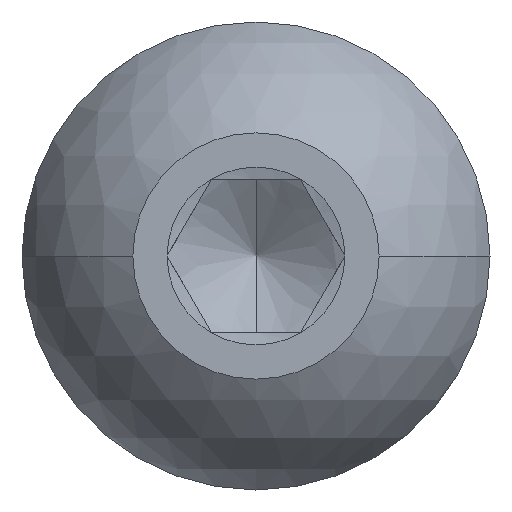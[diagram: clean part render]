
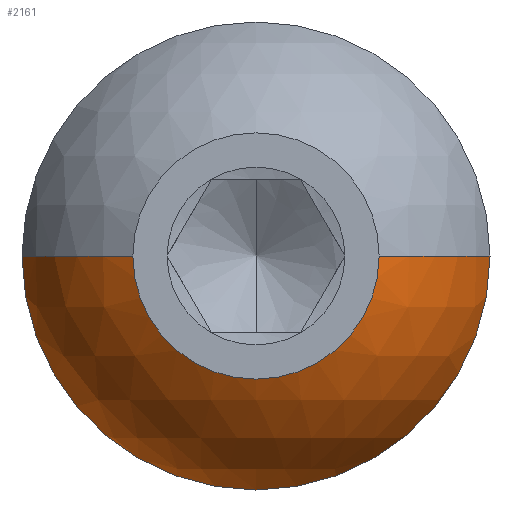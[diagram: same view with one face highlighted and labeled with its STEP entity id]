
A CAD part, left-side view. The second image highlights one B-rep face of the part: STEP entity #2161.
In plain terms, the highlighted spherical face has radius 4.008 mm.
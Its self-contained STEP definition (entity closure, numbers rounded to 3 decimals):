
#17 = CIRCLE ( 'NONE', #1138, 3.8 ) ;
#163 = DIRECTION ( 'NONE',  ( -1., 0., 0. ) ) ;
#195 = DIRECTION ( 'NONE',  ( 0., 0., 1. ) ) ;
#207 = DIRECTION ( 'NONE',  ( -1., 0., 0. ) ) ;
#212 = DIRECTION ( 'NONE',  ( 0., 0., -1. ) ) ;
#342 = VERTEX_POINT ( 'NONE', #1770 ) ;
#444 = CARTESIAN_POINT ( 'NONE',  ( -18.2, 2., 0. ) ) ;
#451 = ORIENTED_EDGE ( 'NONE', *, *, #2061, .T. ) ;
#513 = VERTEX_POINT ( 'NONE', #1152 ) ;
#514 = CIRCLE ( 'NONE', #1687, 4.007 ) ;
#555 = ORIENTED_EDGE ( 'NONE', *, *, #819, .F. ) ;
#765 = DIRECTION ( 'NONE',  ( 0., 1., 0. ) ) ;
#817 = CARTESIAN_POINT ( 'NONE',  ( -16., -3.8, 0. ) ) ;
#819 = EDGE_CURVE ( 'NONE', #2425, #513, #2635, .T. ) ;
#900 = AXIS2_PLACEMENT_3D ( 'NONE', #1479, #163, #1702 ) ;
#916 = AXIS2_PLACEMENT_3D ( 'NONE', #1534, #212, #1753 ) ;
#947 = ORIENTED_EDGE ( 'NONE', *, *, #2327, .F. ) ;
#974 = DIRECTION ( 'NONE',  ( 0., 0., -1. ) ) ;
#1116 = EDGE_CURVE ( 'NONE', #2298, #513, #2540, .T. ) ;
#1138 = AXIS2_PLACEMENT_3D ( 'NONE', #1527, #207, #1749 ) ;
#1152 = CARTESIAN_POINT ( 'NONE',  ( -18.2, -2., 0. ) ) ;
#1479 = CARTESIAN_POINT ( 'NONE',  ( -18.2, 0., 0. ) ) ;
#1513 = CARTESIAN_POINT ( 'NONE',  ( -14.727, 0., 0. ) ) ;
#1527 = CARTESIAN_POINT ( 'NONE',  ( -16., 0., 0. ) ) ;
#1534 = CARTESIAN_POINT ( 'NONE',  ( -14.727, 0., 0. ) ) ;
#1661 = CARTESIAN_POINT ( 'NONE',  ( -14.727, 0., 0. ) ) ;
#1687 = AXIS2_PLACEMENT_3D ( 'NONE', #1513, #195, #1736 ) ;
#1702 = DIRECTION ( 'NONE',  ( 0., 0., 1. ) ) ;
#1736 = DIRECTION ( 'NONE',  ( 1., 0., 0. ) ) ;
#1749 = DIRECTION ( 'NONE',  ( 0., 0., 1. ) ) ;
#1753 = DIRECTION ( 'NONE',  ( 0., 1., 0. ) ) ;
#1770 = CARTESIAN_POINT ( 'NONE',  ( -16., 3.8, 0. ) ) ;
#2061 = EDGE_CURVE ( 'NONE', #342, #2298, #17, .T. ) ;
#2161 = ADVANCED_FACE ( 'NONE', ( #2647 ), #2705, .T. ) ;
#2298 = VERTEX_POINT ( 'NONE', #817 ) ;
#2327 = EDGE_CURVE ( 'NONE', #342, #2425, #514, .T. ) ;
#2395 = EDGE_LOOP ( 'NONE', ( #451, #2441, #555, #947 ) ) ;
#2425 = VERTEX_POINT ( 'NONE', #444 ) ;
#2441 = ORIENTED_EDGE ( 'NONE', *, *, #1116, .T. ) ;
#2540 = CIRCLE ( 'NONE', #916, 4.007 ) ;
#2621 = AXIS2_PLACEMENT_3D ( 'NONE', #1661, #974, #765 ) ;
#2635 = CIRCLE ( 'NONE', #900, 2. ) ;
#2647 = FACE_OUTER_BOUND ( 'NONE', #2395, .T. ) ;
#2705 = SPHERICAL_SURFACE ( 'NONE', #2621, 4.007 ) ;
